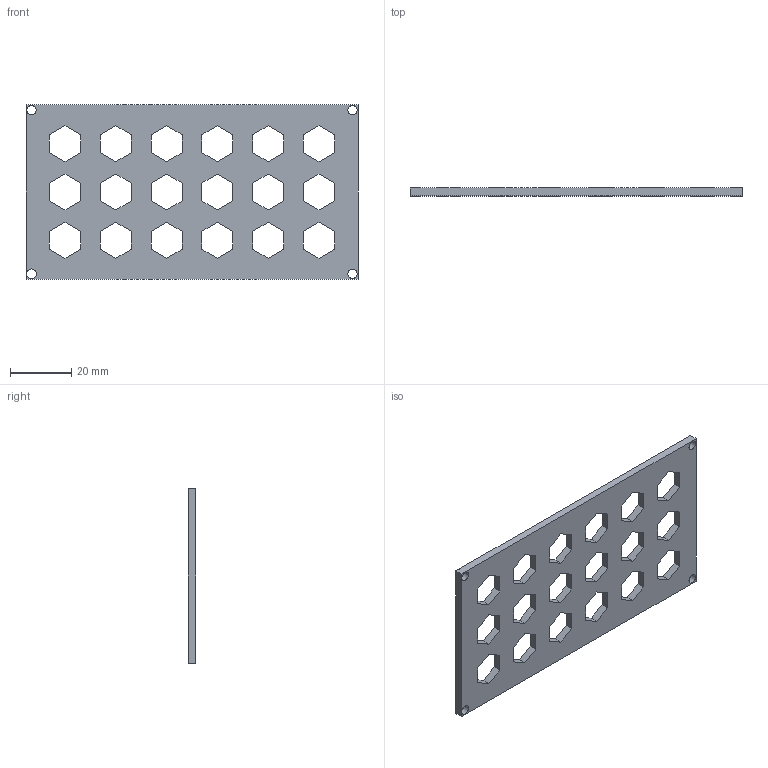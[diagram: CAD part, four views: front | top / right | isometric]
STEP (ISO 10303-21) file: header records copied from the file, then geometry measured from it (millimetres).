
FILE_DESCRIPTION(/* description */ (''),/* implementation_level */ '2;1');
FILE_NAME(/* name */ 'HollowClock3 PICO Base Cover.step',/* time_stamp */ '2023-01-03T04:06:23-06:00',/* author */ (''),/* organization */ (''),/* preprocessor_version */ 'ST-DEVELOPER v19.2',/* originating_system */ 'Autodesk Translation Framework v11.17.0.187',/* authorisation */ '');
FILE_SCHEMA (('AUTOMOTIVE_DESIGN { 1 0 10303 214 3 1 1 }'));
Length unit declared in the file: inch
Products named in the file (1): PICO Base Bottom
Bounding box: 108.2 x 2.54 x 56.9 mm (x, y, z)
Volume: 11474.3 mm3; surface area: 11581 mm2
Topology: 1 solids, 1 shells, 118 faces, 348 edges, 232 vertices
Faces by surface type: plane 114, cylinder 4
Full cylindrical faces by diameter (mm): 3.048 x3, 3.175 x1
Entity records: 3983 total; most frequent: CARTESIAN_POINT 699, ORIENTED_EDGE 696, DIRECTION 594, EDGE_CURVE 348, LINE 340, VECTOR 340, VERTEX_POINT 232, EDGE_LOOP 162
